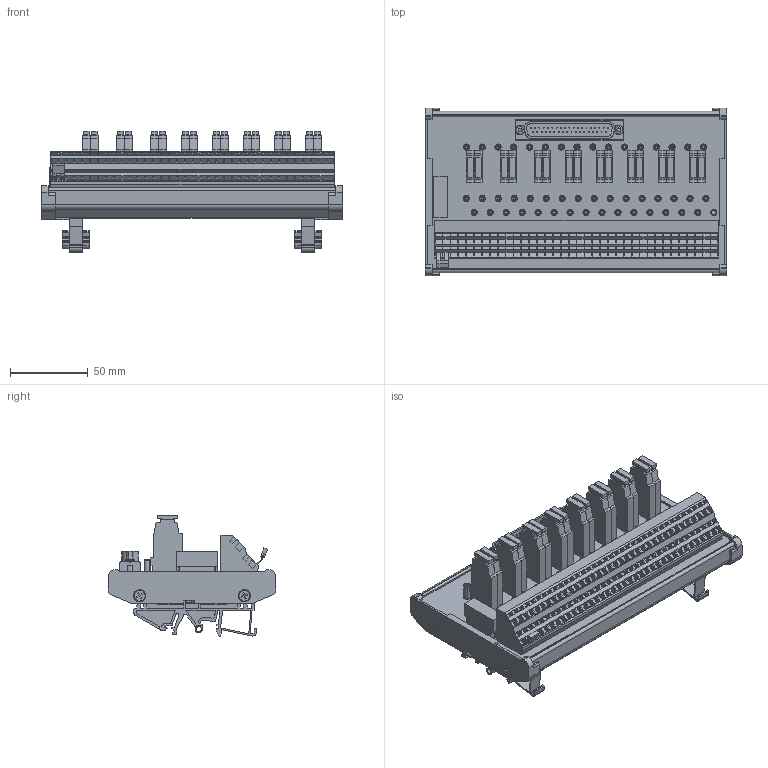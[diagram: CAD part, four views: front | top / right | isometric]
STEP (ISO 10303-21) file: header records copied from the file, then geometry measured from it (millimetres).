
FILE_DESCRIPTION(('CATIA V5R22 STEP214','CAx-IF Rec.Pracs.--- Model Styling and Organization---1.4--- 2014-01-23'),'2;1');
FILE_NAME ('011020-1_0', '2023-11-08T16:18:44+00:00', ('Weidmueller Interface'), ('Weidmueller'), 'CATIA Version 5-6 Release 2016 SP3 HF44', 'CATIA V5 STEP AP214', 'none');
FILE_SCHEMA(('AUTOMOTIVE_DESIGN { 1 0 10303 214 1 1 1 1 }'));
Products named in the file (1): 1308280000_RS 16AIO I-M-DP SD Z
Bounding box: 194.5 x 108.2 x 78.45 mm (x, y, z)
Volume: 271565.7 mm3; surface area: 191554.3 mm2
Topology: 1 solids, 5 shells, 3170 faces, 8362 edges, 5557 vertices
Faces by surface type: plane 2211, cylinder 947, bspline 6, torus 6
Entity records: 107607 total; most frequent: CARTESIAN_POINT 27016, ORIENTED_EDGE 16724, DIRECTION 13935, EDGE_CURVE 8362, VECTOR 6243, LINE 6243, VERTEX_POINT 5557, AXIS2_PLACEMENT_3D 4529
